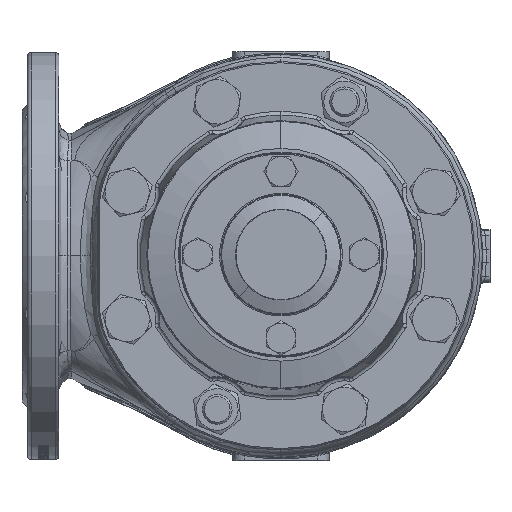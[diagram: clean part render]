
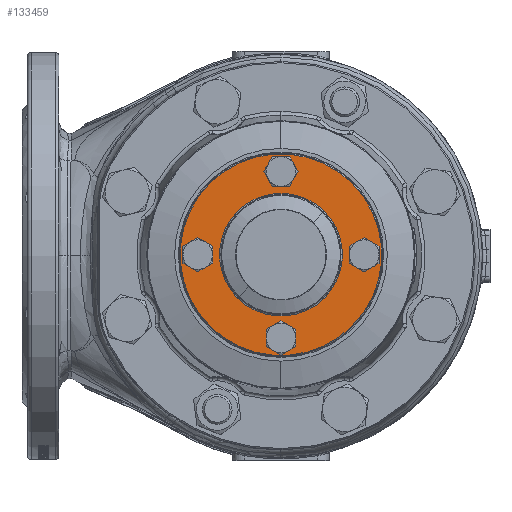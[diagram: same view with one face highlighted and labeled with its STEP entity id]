
A CAD part, top view. The second image highlights one B-rep face of the part: STEP entity #133459.
In plain terms, the highlighted planar face has unit normal (0, 0, 1).
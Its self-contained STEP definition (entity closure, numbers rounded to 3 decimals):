
#132215=CARTESIAN_POINT('',(-38.537,-38.537,398.75));
#132216=VERTEX_POINT('',#132215);
#132217=CARTESIAN_POINT('',(38.537,38.537,398.75));
#132218=VERTEX_POINT('',#132217);
#132219=CARTESIAN_POINT('',(0.,0.,398.75));
#132220=DIRECTION('',(-0.,-0.,1.));
#132221=DIRECTION('',(0.707,0.707,0.));
#132222=AXIS2_PLACEMENT_3D('',#132219,#132220,#132221);
#132223=CIRCLE('',#132222,54.5);
#132224=EDGE_CURVE('NONE',#132216,#132218,#132223,.T.);
#132310=CARTESIAN_POINT('',(-41.111,3.889,398.75));
#132311=VERTEX_POINT('',#132310);
#132318=CARTESIAN_POINT('',(-48.889,-3.889,398.75));
#132319=VERTEX_POINT('',#132318);
#132320=CARTESIAN_POINT('',(-45.,0.,398.75));
#132321=DIRECTION('',(0.,0.,1.));
#132322=DIRECTION('',(-0.707,-0.707,0.));
#132323=AXIS2_PLACEMENT_3D('',#132320,#132321,#132322);
#132324=CIRCLE('',#132323,5.5);
#132325=EDGE_CURVE('NONE',#132311,#132319,#132324,.T.);
#132352=CARTESIAN_POINT('',(3.889,-41.111,398.75));
#132353=VERTEX_POINT('',#132352);
#132360=CARTESIAN_POINT('',(-3.889,-48.889,398.75));
#132361=VERTEX_POINT('',#132360);
#132362=CARTESIAN_POINT('',(0.,-45.,398.75));
#132363=DIRECTION('',(0.,0.,1.));
#132364=DIRECTION('',(-0.707,-0.707,0.));
#132365=AXIS2_PLACEMENT_3D('',#132362,#132363,#132364);
#132366=CIRCLE('',#132365,5.5);
#132367=EDGE_CURVE('NONE',#132353,#132361,#132366,.T.);
#132394=CARTESIAN_POINT('',(48.889,3.889,398.75));
#132395=VERTEX_POINT('',#132394);
#132402=CARTESIAN_POINT('',(41.111,-3.889,398.75));
#132403=VERTEX_POINT('',#132402);
#132404=CARTESIAN_POINT('',(45.,0.,398.75));
#132405=DIRECTION('',(0.,0.,1.));
#132406=DIRECTION('',(-0.707,-0.707,0.));
#132407=AXIS2_PLACEMENT_3D('',#132404,#132405,#132406);
#132408=CIRCLE('',#132407,5.5);
#132409=EDGE_CURVE('NONE',#132395,#132403,#132408,.T.);
#132436=CARTESIAN_POINT('',(3.889,48.889,398.75));
#132437=VERTEX_POINT('',#132436);
#132444=CARTESIAN_POINT('',(-3.889,41.111,398.75));
#132445=VERTEX_POINT('',#132444);
#132446=CARTESIAN_POINT('',(0.,45.,398.75));
#132447=DIRECTION('',(0.,0.,1.));
#132448=DIRECTION('',(-0.707,-0.707,0.));
#132449=AXIS2_PLACEMENT_3D('',#132446,#132447,#132448);
#132450=CIRCLE('',#132449,5.5);
#132451=EDGE_CURVE('NONE',#132437,#132445,#132450,.T.);
#132509=CARTESIAN_POINT('',(-23.476,-23.476,398.75));
#132510=VERTEX_POINT('',#132509);
#132511=CARTESIAN_POINT('',(23.476,23.476,398.75));
#132512=VERTEX_POINT('',#132511);
#132513=CARTESIAN_POINT('',(0.,0.,398.75));
#132514=DIRECTION('',(0.,0.,-1.));
#132515=DIRECTION('',(0.707,0.707,0.));
#132516=AXIS2_PLACEMENT_3D('',#132513,#132514,#132515);
#132517=CIRCLE('',#132516,33.2);
#132518=EDGE_CURVE('NONE',#132510,#132512,#132517,.T.);
#133394=CARTESIAN_POINT('',(-38.891,38.891,398.75));
#133395=DIRECTION('',(0.,0.,-1.));
#133396=DIRECTION('',(0.707,0.707,0.));
#133397=AXIS2_PLACEMENT_3D('',#133394,#133395,#133396);
#133398=PLANE('',#133397);
#133399=CARTESIAN_POINT('',(0.,0.,398.75));
#133400=DIRECTION('',(-0.,-0.,1.));
#133401=DIRECTION('',(0.707,0.707,0.));
#133402=AXIS2_PLACEMENT_3D('',#133399,#133400,#133401);
#133403=CIRCLE('',#133402,54.5);
#133404=EDGE_CURVE('NONE',#132218,#132216,#133403,.T.);
#133405=ORIENTED_EDGE('',*,*,#133404,.T.);
#133406=ORIENTED_EDGE('',*,*,#132224,.T.);
#133407=EDGE_LOOP('',(#133405,#133406));
#133408=FACE_BOUND('',#133407,.T.);
#133409=CARTESIAN_POINT('',(-45.,0.,398.75));
#133410=DIRECTION('',(0.,0.,1.));
#133411=DIRECTION('',(-0.707,-0.707,0.));
#133412=AXIS2_PLACEMENT_3D('',#133409,#133410,#133411);
#133413=CIRCLE('',#133412,5.5);
#133414=EDGE_CURVE('NONE',#132319,#132311,#133413,.T.);
#133415=ORIENTED_EDGE('',*,*,#133414,.F.);
#133416=ORIENTED_EDGE('',*,*,#132325,.F.);
#133417=EDGE_LOOP('',(#133415,#133416));
#133418=FACE_BOUND('',#133417,.T.);
#133419=CARTESIAN_POINT('',(0.,-45.,398.75));
#133420=DIRECTION('',(0.,0.,1.));
#133421=DIRECTION('',(-0.707,-0.707,0.));
#133422=AXIS2_PLACEMENT_3D('',#133419,#133420,#133421);
#133423=CIRCLE('',#133422,5.5);
#133424=EDGE_CURVE('NONE',#132361,#132353,#133423,.T.);
#133425=ORIENTED_EDGE('',*,*,#133424,.F.);
#133426=ORIENTED_EDGE('',*,*,#132367,.F.);
#133427=EDGE_LOOP('',(#133425,#133426));
#133428=FACE_BOUND('',#133427,.T.);
#133429=CARTESIAN_POINT('',(45.,0.,398.75));
#133430=DIRECTION('',(0.,0.,1.));
#133431=DIRECTION('',(-0.707,-0.707,0.));
#133432=AXIS2_PLACEMENT_3D('',#133429,#133430,#133431);
#133433=CIRCLE('',#133432,5.5);
#133434=EDGE_CURVE('NONE',#132403,#132395,#133433,.T.);
#133435=ORIENTED_EDGE('',*,*,#133434,.F.);
#133436=ORIENTED_EDGE('',*,*,#132409,.F.);
#133437=EDGE_LOOP('',(#133435,#133436));
#133438=FACE_BOUND('',#133437,.T.);
#133439=CARTESIAN_POINT('',(0.,45.,398.75));
#133440=DIRECTION('',(0.,0.,1.));
#133441=DIRECTION('',(-0.707,-0.707,0.));
#133442=AXIS2_PLACEMENT_3D('',#133439,#133440,#133441);
#133443=CIRCLE('',#133442,5.5);
#133444=EDGE_CURVE('NONE',#132445,#132437,#133443,.T.);
#133445=ORIENTED_EDGE('',*,*,#133444,.F.);
#133446=ORIENTED_EDGE('',*,*,#132451,.F.);
#133447=EDGE_LOOP('',(#133445,#133446));
#133448=FACE_BOUND('',#133447,.T.);
#133449=CARTESIAN_POINT('',(0.,0.,398.75));
#133450=DIRECTION('',(0.,0.,-1.));
#133451=DIRECTION('',(0.707,0.707,0.));
#133452=AXIS2_PLACEMENT_3D('',#133449,#133450,#133451);
#133453=CIRCLE('',#133452,33.2);
#133454=EDGE_CURVE('NONE',#132512,#132510,#133453,.T.);
#133455=ORIENTED_EDGE('',*,*,#133454,.T.);
#133456=ORIENTED_EDGE('',*,*,#132518,.T.);
#133457=EDGE_LOOP('',(#133455,#133456));
#133458=FACE_BOUND('',#133457,.T.);
#133459=ADVANCED_FACE('NONE',(#133408,#133418,#133428,#133438,#133448,#133458),#133398,.F.);
